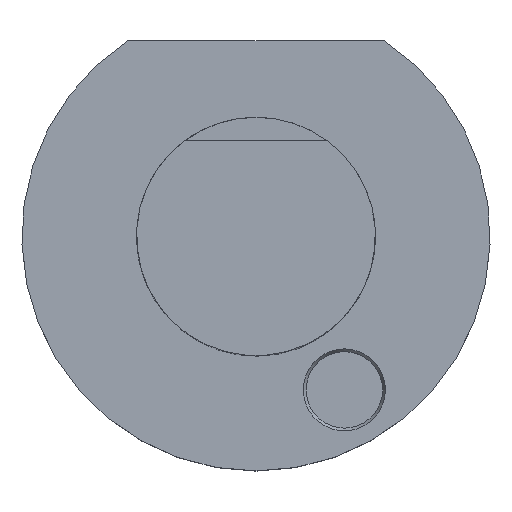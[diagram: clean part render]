
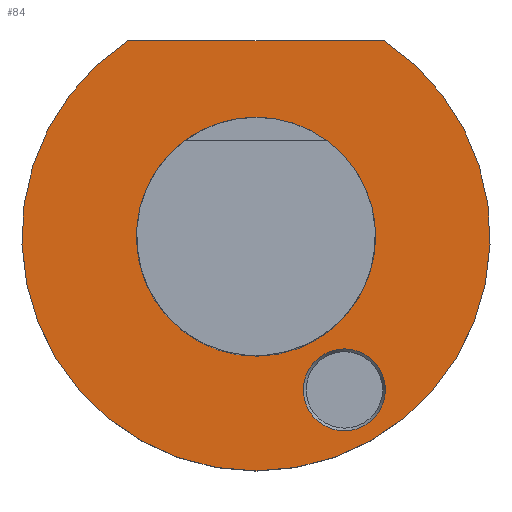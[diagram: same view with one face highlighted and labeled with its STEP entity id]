
A CAD part, top view. The second image highlights one B-rep face of the part: STEP entity #84.
In plain terms, the highlighted planar face has unit normal (0, 0, 1).
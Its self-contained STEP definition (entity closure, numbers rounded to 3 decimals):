
#48=FACE_BOUND('',#139,.T.);
#49=FACE_BOUND('',#140,.T.);
#50=FACE_BOUND('',#141,.T.);
#73=PLANE('',#470);
#84=ADVANCED_FACE('',(#48,#49,#50),#73,.T.);
#139=EDGE_LOOP('',(#218));
#140=EDGE_LOOP('',(#219));
#141=EDGE_LOOP('',(#220,#221));
#180=CIRCLE('',#465,49.);
#181=CIRCLE('',#468,24.996);
#182=CIRCLE('',#469,8.584);
#218=ORIENTED_EDGE('',*,*,#357,.F.);
#219=ORIENTED_EDGE('',*,*,#358,.F.);
#220=ORIENTED_EDGE('',*,*,#354,.F.);
#221=ORIENTED_EDGE('',*,*,#356,.T.);
#314=VERTEX_POINT('',#680);
#317=VERTEX_POINT('',#685);
#318=VERTEX_POINT('',#692);
#319=VERTEX_POINT('',#694);
#354=EDGE_CURVE('',#317,#314,#180,.T.);
#356=EDGE_CURVE('',#317,#314,#406,.T.);
#357=EDGE_CURVE('',#318,#318,#181,.T.);
#358=EDGE_CURVE('',#319,#319,#182,.T.);
#406=LINE('',#689,#426);
#426=VECTOR('',#542,1.);
#465=AXIS2_PLACEMENT_3D('',#686,#537,#538);
#468=AXIS2_PLACEMENT_3D('',#691,#545,#546);
#469=AXIS2_PLACEMENT_3D('',#693,#547,#548);
#470=AXIS2_PLACEMENT_3D('',#695,#549,#550);
#537=DIRECTION('',(0.,0.,-1.));
#538=DIRECTION('',(-1.,0.,0.));
#542=DIRECTION('',(-1.,0.,0.));
#545=DIRECTION('',(0.,0.,1.));
#546=DIRECTION('',(1.,0.,0.));
#547=DIRECTION('',(0.,0.,1.));
#548=DIRECTION('',(1.,0.,0.));
#549=DIRECTION('',(0.,0.,1.));
#550=DIRECTION('',(-1.,0.,0.));
#680=CARTESIAN_POINT('',(-26.833,41.,0.));
#685=CARTESIAN_POINT('',(26.833,41.,0.));
#686=CARTESIAN_POINT('',(0.,0.,0.));
#689=CARTESIAN_POINT('',(-49.,41.,0.));
#691=CARTESIAN_POINT('',(0.,0.,0.));
#692=CARTESIAN_POINT('',(24.996,0.,0.));
#693=CARTESIAN_POINT('',(18.5,-32.043,0.));
#694=CARTESIAN_POINT('',(27.084,-32.043,0.));
#695=CARTESIAN_POINT('',(-49.,0.,0.));
